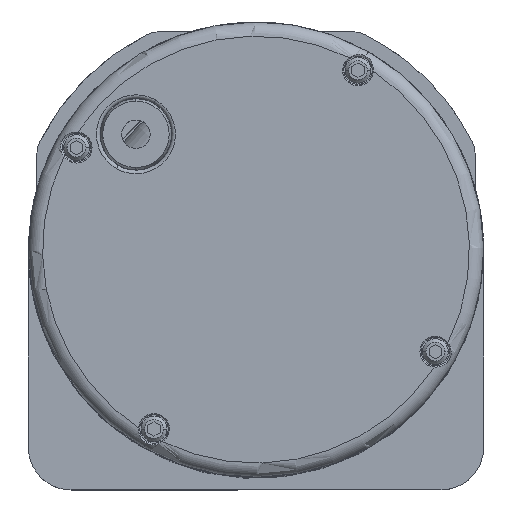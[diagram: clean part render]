
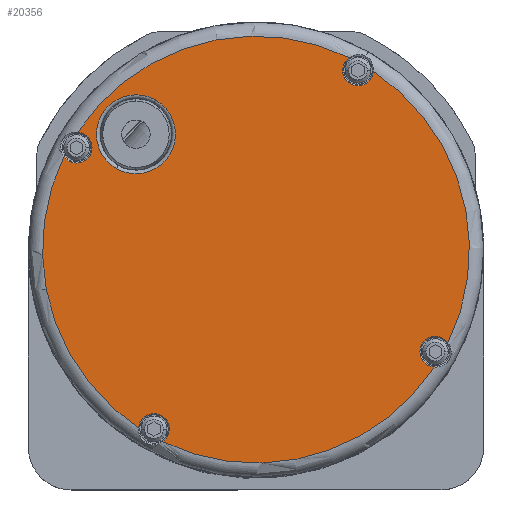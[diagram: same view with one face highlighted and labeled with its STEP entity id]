
A CAD part, top view. The second image highlights one B-rep face of the part: STEP entity #20356.
In plain terms, the highlighted planar face has unit normal (0, 0, 1).
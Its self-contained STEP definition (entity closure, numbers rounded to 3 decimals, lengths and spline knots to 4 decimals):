
#19762 = VERTEX_POINT ( 'NONE', #23794 ) ;
#19777 = EDGE_CURVE ( 'NONE', #19778, #19762, #23866, .T. ) ;
#19778 = VERTEX_POINT ( 'NONE', #23858 ) ;
#19796 = EDGE_CURVE ( 'NONE', #19860, #19861, #23939, .T. ) ;
#19838 = EDGE_CURVE ( 'NONE', #19839, #19867, #24070, .T. ) ;
#19839 = VERTEX_POINT ( 'NONE', #24062 ) ;
#19860 = VERTEX_POINT ( 'NONE', #24113 ) ;
#19861 = VERTEX_POINT ( 'NONE', #24247 ) ;
#19867 = VERTEX_POINT ( 'NONE', #24215 ) ;
#19891 = EDGE_CURVE ( 'NONE', #19867, #19930, #24360, .T. ) ;
#19898 = EDGE_CURVE ( 'NONE', #19948, #19778, #24451, .T. ) ;
#19904 = VERTEX_POINT ( 'NONE', #24430 ) ;
#19906 = EDGE_CURVE ( 'NONE', #19907, #19904, #24425, .T. ) ;
#19907 = VERTEX_POINT ( 'NONE', #24426 ) ;
#19930 = VERTEX_POINT ( 'NONE', #24465 ) ;
#19948 = VERTEX_POINT ( 'NONE', #24550 ) ;
#20109 = EDGE_CURVE ( 'NONE', #20110, #19907, #25536, .T. ) ;
#20110 = VERTEX_POINT ( 'NONE', #25499 ) ;
#20145 = EDGE_CURVE ( 'NONE', #20146, #19948, #25757, .T. ) ;
#20146 = VERTEX_POINT ( 'NONE', #25749 ) ;
#20356 = ADVANCED_FACE ( 'NONE', ( #26297, #26291 ), #26290, .T. ) ;
#20357 = EDGE_LOOP ( 'NONE', ( #20476, #20475 ) ) ;
#20450 = EDGE_CURVE ( 'NONE', #20511, #20146, #26497, .T. ) ;
#20451 = ORIENTED_EDGE ( 'NONE', *, *, #20109, .T. ) ;
#20452 = ORIENTED_EDGE ( 'NONE', *, *, #19906, .T. ) ;
#20461 = ORIENTED_EDGE ( 'NONE', *, *, #19777, .T. ) ;
#20462 = ORIENTED_EDGE ( 'NONE', *, *, #20520, .T. ) ;
#20475 = ORIENTED_EDGE ( 'NONE', *, *, #19796, .T. ) ;
#20476 = ORIENTED_EDGE ( 'NONE', *, *, #20477, .T. ) ;
#20477 = EDGE_CURVE ( 'NONE', #19861, #19860, #26516, .T. ) ;
#20478 = EDGE_LOOP ( 'NONE', ( #20522, #20523, #20510, #20516, #20521, #20529, #20513, #20531, #20461, #20462, #20451, #20452, #20528 ) ) ;
#20510 = ORIENTED_EDGE ( 'NONE', *, *, #19891, .T. ) ;
#20511 = VERTEX_POINT ( 'NONE', #26578 ) ;
#20513 = ORIENTED_EDGE ( 'NONE', *, *, #20145, .T. ) ;
#20514 = EDGE_CURVE ( 'NONE', #19904, #20515, #26577, .T. ) ;
#20515 = VERTEX_POINT ( 'NONE', #26572 ) ;
#20516 = ORIENTED_EDGE ( 'NONE', *, *, #20530, .T. ) ;
#20517 = EDGE_CURVE ( 'NONE', #20527, #20511, #26571, .T. ) ;
#20518 = EDGE_CURVE ( 'NONE', #20515, #19839, #26628, .T. ) ;
#20520 = EDGE_CURVE ( 'NONE', #19762, #20110, #26623, .T. ) ;
#20521 = ORIENTED_EDGE ( 'NONE', *, *, #20517, .T. ) ;
#20522 = ORIENTED_EDGE ( 'NONE', *, *, #20518, .T. ) ;
#20523 = ORIENTED_EDGE ( 'NONE', *, *, #19838, .T. ) ;
#20527 = VERTEX_POINT ( 'NONE', #26616 ) ;
#20528 = ORIENTED_EDGE ( 'NONE', *, *, #20514, .T. ) ;
#20529 = ORIENTED_EDGE ( 'NONE', *, *, #20450, .T. ) ;
#20530 = EDGE_CURVE ( 'NONE', #19930, #20527, #26614, .T. ) ;
#20531 = ORIENTED_EDGE ( 'NONE', *, *, #19898, .T. ) ;
#23794 = CARTESIAN_POINT ( 'NONE',  ( -0.135, 1.8125, 0. ) ) ;
#23858 = CARTESIAN_POINT ( 'NONE',  ( 0.135, 1.8125, 0. ) ) ;
#23860 = DIRECTION ( 'NONE',  ( 1., 0., 0. ) ) ;
#23861 = DIRECTION ( 'NONE',  ( 0., 0., -1. ) ) ;
#23862 = CARTESIAN_POINT ( 'NONE',  ( 0., 1.8125, 0. ) ) ;
#23864 = AXIS2_PLACEMENT_3D ( 'NONE', #23862, #23861, #23860 ) ;
#23866 = CIRCLE ( 'NONE', #23864, 0.135 ) ;
#23934 = DIRECTION ( 'NONE',  ( 1., 0., 0. ) ) ;
#23935 = DIRECTION ( 'NONE',  ( 0., 0., -1. ) ) ;
#23937 = CARTESIAN_POINT ( 'NONE',  ( 0.3595, 1.4177, 0. ) ) ;
#23938 = AXIS2_PLACEMENT_3D ( 'NONE', #23937, #23935, #23934 ) ;
#23939 = CIRCLE ( 'NONE', #23938, 0.347 ) ;
#24062 = CARTESIAN_POINT ( 'NONE',  ( -0.1216, -1.871, 0. ) ) ;
#24063 = DIRECTION ( 'NONE',  ( 1., 0., 0. ) ) ;
#24065 = DIRECTION ( 'NONE',  ( 0., 0., -1. ) ) ;
#24066 = CARTESIAN_POINT ( 'NONE',  ( 0., -1.8125, 0. ) ) ;
#24068 = AXIS2_PLACEMENT_3D ( 'NONE', #24066, #24065, #24063 ) ;
#24070 = CIRCLE ( 'NONE', #24068, 0.135 ) ;
#24113 = CARTESIAN_POINT ( 'NONE',  ( 0.0125, 1.4177, 0. ) ) ;
#24215 = CARTESIAN_POINT ( 'NONE',  ( -0.135, -1.8125, 0. ) ) ;
#24247 = CARTESIAN_POINT ( 'NONE',  ( 0.7065, 1.4177, 0. ) ) ;
#24353 = DIRECTION ( 'NONE',  ( 1., 0., 0. ) ) ;
#24355 = DIRECTION ( 'NONE',  ( 0., 0., -1. ) ) ;
#24357 = CARTESIAN_POINT ( 'NONE',  ( 0., -1.8125, 0. ) ) ;
#24358 = AXIS2_PLACEMENT_3D ( 'NONE', #24357, #24355, #24353 ) ;
#24360 = CIRCLE ( 'NONE', #24358, 0.135 ) ;
#24418 = DIRECTION ( 'NONE',  ( 1., 0., 0. ) ) ;
#24420 = DIRECTION ( 'NONE',  ( 0., 0., -1. ) ) ;
#24421 = CARTESIAN_POINT ( 'NONE',  ( -1.8125, 0., 0. ) ) ;
#24422 = AXIS2_PLACEMENT_3D ( 'NONE', #24421, #24420, #24418 ) ;
#24425 = CIRCLE ( 'NONE', #24422, 0.135 ) ;
#24426 = CARTESIAN_POINT ( 'NONE',  ( -1.8711, 0.1216, 0. ) ) ;
#24430 = CARTESIAN_POINT ( 'NONE',  ( -1.6775, 0., 0. ) ) ;
#24445 = DIRECTION ( 'NONE',  ( 1., 0., 0. ) ) ;
#24447 = DIRECTION ( 'NONE',  ( 0., 0., -1. ) ) ;
#24448 = CARTESIAN_POINT ( 'NONE',  ( 0., 1.8125, 0. ) ) ;
#24449 = AXIS2_PLACEMENT_3D ( 'NONE', #24448, #24447, #24445 ) ;
#24451 = CIRCLE ( 'NONE', #24449, 0.135 ) ;
#24465 = CARTESIAN_POINT ( 'NONE',  ( 0.135, -1.8125, 0. ) ) ;
#24550 = CARTESIAN_POINT ( 'NONE',  ( 0.1216, 1.8711, 0. ) ) ;
#25499 = CARTESIAN_POINT ( 'NONE',  ( -0.1216, 1.8711, 0. ) ) ;
#25501 = DIRECTION ( 'NONE',  ( 1., 0., 0. ) ) ;
#25502 = DIRECTION ( 'NONE',  ( 0., 0., 1. ) ) ;
#25533 = CARTESIAN_POINT ( 'NONE',  ( 0., 0., 0. ) ) ;
#25534 = AXIS2_PLACEMENT_3D ( 'NONE', #25533, #25502, #25501 ) ;
#25536 = CIRCLE ( 'NONE', #25534, 1.875 ) ;
#25749 = CARTESIAN_POINT ( 'NONE',  ( 1.8711, 0.1216, 0. ) ) ;
#25751 = DIRECTION ( 'NONE',  ( 1., 0., 0. ) ) ;
#25753 = DIRECTION ( 'NONE',  ( 0., 0., 1. ) ) ;
#25755 = AXIS2_PLACEMENT_3D ( 'NONE', #25774, #25753, #25751 ) ;
#25757 = CIRCLE ( 'NONE', #25755, 1.875 ) ;
#25774 = CARTESIAN_POINT ( 'NONE',  ( 0., 0., 0. ) ) ;
#26285 = DIRECTION ( 'NONE',  ( 1., 0., 0. ) ) ;
#26286 = DIRECTION ( 'NONE',  ( 0., 0., 1. ) ) ;
#26287 = CARTESIAN_POINT ( 'NONE',  ( 0., 0., 0. ) ) ;
#26288 = AXIS2_PLACEMENT_3D ( 'NONE', #26287, #26286, #26285 ) ;
#26290 = PLANE ( 'NONE',  #26288 ) ;
#26291 = FACE_OUTER_BOUND ( 'NONE', #20478, .T. ) ;
#26297 = FACE_BOUND ( 'NONE', #20357, .T. ) ;
#26493 = DIRECTION ( 'NONE',  ( 1., 0., 0. ) ) ;
#26494 = DIRECTION ( 'NONE',  ( 0., 0., -1. ) ) ;
#26495 = CARTESIAN_POINT ( 'NONE',  ( 1.8125, 0., 0. ) ) ;
#26496 = AXIS2_PLACEMENT_3D ( 'NONE', #26495, #26494, #26493 ) ;
#26497 = CIRCLE ( 'NONE', #26496, 0.135 ) ;
#26512 = DIRECTION ( 'NONE',  ( 1., 0., 0. ) ) ;
#26513 = DIRECTION ( 'NONE',  ( 0., 0., -1. ) ) ;
#26514 = CARTESIAN_POINT ( 'NONE',  ( 0.3595, 1.4177, 0. ) ) ;
#26515 = AXIS2_PLACEMENT_3D ( 'NONE', #26514, #26513, #26512 ) ;
#26516 = CIRCLE ( 'NONE', #26515, 0.347 ) ;
#26570 = AXIS2_PLACEMENT_3D ( 'NONE', #26631, #26630, #26629 ) ;
#26571 = CIRCLE ( 'NONE', #26570, 1.875 ) ;
#26572 = CARTESIAN_POINT ( 'NONE',  ( -1.8711, -0.1216, 0. ) ) ;
#26573 = DIRECTION ( 'NONE',  ( 1., 0., 0. ) ) ;
#26574 = DIRECTION ( 'NONE',  ( 0., 0., -1. ) ) ;
#26575 = CARTESIAN_POINT ( 'NONE',  ( -1.8125, 0., 0. ) ) ;
#26576 = AXIS2_PLACEMENT_3D ( 'NONE', #26575, #26574, #26573 ) ;
#26577 = CIRCLE ( 'NONE', #26576, 0.135 ) ;
#26578 = CARTESIAN_POINT ( 'NONE',  ( 1.8711, -0.1216, 0. ) ) ;
#26610 = DIRECTION ( 'NONE',  ( 1., 0., 0. ) ) ;
#26611 = DIRECTION ( 'NONE',  ( 0., 0., -1. ) ) ;
#26612 = CARTESIAN_POINT ( 'NONE',  ( 0., -1.8125, 0. ) ) ;
#26613 = AXIS2_PLACEMENT_3D ( 'NONE', #26612, #26611, #26610 ) ;
#26614 = CIRCLE ( 'NONE', #26613, 0.135 ) ;
#26616 = CARTESIAN_POINT ( 'NONE',  ( 0.1216, -1.8711, 0. ) ) ;
#26619 = DIRECTION ( 'NONE',  ( 1., 0., 0. ) ) ;
#26620 = DIRECTION ( 'NONE',  ( 0., 0., -1. ) ) ;
#26621 = CARTESIAN_POINT ( 'NONE',  ( 0., 1.8125, 0. ) ) ;
#26622 = AXIS2_PLACEMENT_3D ( 'NONE', #26621, #26620, #26619 ) ;
#26623 = CIRCLE ( 'NONE', #26622, 0.135 ) ;
#26624 = DIRECTION ( 'NONE',  ( 1., 0., 0. ) ) ;
#26625 = DIRECTION ( 'NONE',  ( 0., 0., 1. ) ) ;
#26626 = CARTESIAN_POINT ( 'NONE',  ( 0., 0., 0. ) ) ;
#26627 = AXIS2_PLACEMENT_3D ( 'NONE', #26626, #26625, #26624 ) ;
#26628 = CIRCLE ( 'NONE', #26627, 1.875 ) ;
#26629 = DIRECTION ( 'NONE',  ( 1., 0., 0. ) ) ;
#26630 = DIRECTION ( 'NONE',  ( 0., 0., 1. ) ) ;
#26631 = CARTESIAN_POINT ( 'NONE',  ( 0., 0., 0. ) ) ;
